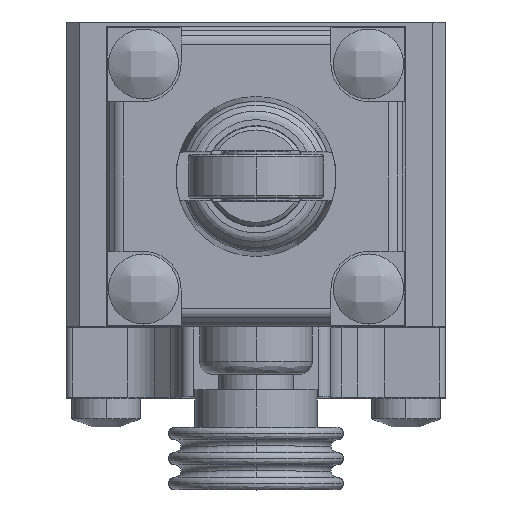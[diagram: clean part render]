
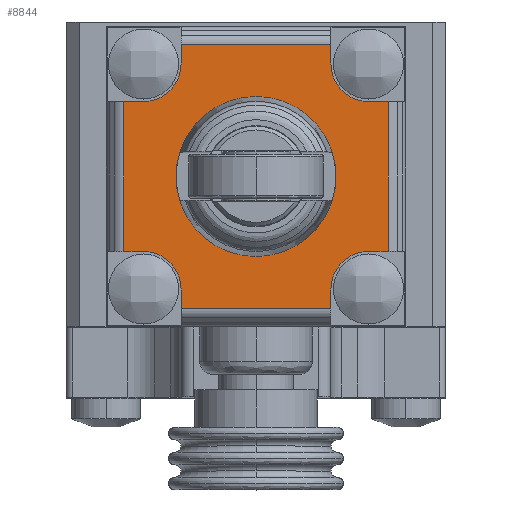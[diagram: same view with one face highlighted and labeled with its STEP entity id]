
A CAD part, top view. The second image highlights one B-rep face of the part: STEP entity #8844.
In plain terms, the highlighted planar face has unit normal (0, 0, 1).
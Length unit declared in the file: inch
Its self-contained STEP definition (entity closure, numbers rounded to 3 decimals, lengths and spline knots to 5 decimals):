
#26 = DIRECTION ( 'NONE',  ( -1., 0., 0. ) ) ;
#38 = ORIENTED_EDGE ( 'NONE', *, *, #2901, .T. ) ;
#239 = VERTEX_POINT ( 'NONE', #3122 ) ;
#260 = CARTESIAN_POINT ( 'NONE',  ( -0.23622, -0.48819, 1.1378 ) ) ;
#371 = AXIS2_PLACEMENT_3D ( 'NONE', #488, #5408, #7617 ) ;
#488 = CARTESIAN_POINT ( 'NONE',  ( 0.35433, -0.84252, 1.1378 ) ) ;
#519 = VECTOR ( 'NONE', #4979, 39.37008 ) ;
#644 = CIRCLE ( 'NONE', #7842, 0.11811 ) ;
#735 = VECTOR ( 'NONE', #8054, 39.37008 ) ;
#748 = CARTESIAN_POINT ( 'NONE',  ( 0., -0.90495, 1.1378 ) ) ;
#862 = LINE ( 'NONE', #4354, #519 ) ;
#924 = CARTESIAN_POINT ( 'NONE',  ( -0.35433, -0.84252, 1.1378 ) ) ;
#937 = EDGE_CURVE ( 'NONE', #6912, #6316, #8351, .T. ) ;
#969 = CARTESIAN_POINT ( 'NONE',  ( 0.23622, -0.84252, 1.1378 ) ) ;
#975 = FACE_OUTER_BOUND ( 'NONE', #6070, .T. ) ;
#1044 = ORIENTED_EDGE ( 'NONE', *, *, #4873, .T. ) ;
#1087 = CARTESIAN_POINT ( 'NONE',  ( -0.41676, -0.25197, 1.1378 ) ) ;
#1125 = VERTEX_POINT ( 'NONE', #5564 ) ;
#1244 = VERTEX_POINT ( 'NONE', #6484 ) ;
#1278 = EDGE_CURVE ( 'NONE', #6316, #6926, #3504, .T. ) ;
#1319 = CIRCLE ( 'NONE', #8509, 0.25197 ) ;
#1393 = EDGE_CURVE ( 'NONE', #3309, #239, #6003, .T. ) ;
#1421 = VERTEX_POINT ( 'NONE', #4537 ) ;
#1434 = CARTESIAN_POINT ( 'NONE',  ( 0.23622, -0.48819, 1.1378 ) ) ;
#1485 = CARTESIAN_POINT ( 'NONE',  ( -0.23622, -0.84252, 1.1378 ) ) ;
#1551 = AXIS2_PLACEMENT_3D ( 'NONE', #7373, #3162, #4714 ) ;
#1566 = EDGE_CURVE ( 'NONE', #2198, #2123, #3610, .T. ) ;
#1666 = DIRECTION ( 'NONE',  ( 1., 0., 0. ) ) ;
#1704 = CARTESIAN_POINT ( 'NONE',  ( 0., -0.72441, 1.1378 ) ) ;
#1769 = ORIENTED_EDGE ( 'NONE', *, *, #3870, .T. ) ;
#1804 = VERTEX_POINT ( 'NONE', #2734 ) ;
#1814 = CARTESIAN_POINT ( 'NONE',  ( 0.41676, -0.72441, 1.1378 ) ) ;
#1815 = CARTESIAN_POINT ( 'NONE',  ( 0., -0.48819, 1.1378 ) ) ;
#1838 = ORIENTED_EDGE ( 'NONE', *, *, #5163, .F. ) ;
#1904 = DIRECTION ( 'NONE',  ( 0., 0., -1. ) ) ;
#2012 = ORIENTED_EDGE ( 'NONE', *, *, #3641, .T. ) ;
#2058 = CIRCLE ( 'NONE', #4443, 0.11811 ) ;
#2084 = CIRCLE ( 'NONE', #371, 0.11811 ) ;
#2123 = VERTEX_POINT ( 'NONE', #1814 ) ;
#2131 = EDGE_LOOP ( 'NONE', ( #1838, #5201 ) ) ;
#2198 = VERTEX_POINT ( 'NONE', #6737 ) ;
#2202 = VERTEX_POINT ( 'NONE', #7444 ) ;
#2266 = CARTESIAN_POINT ( 'NONE',  ( -0.23622, -0.07143, 1.1378 ) ) ;
#2284 = DIRECTION ( 'NONE',  ( -1., 0., 0. ) ) ;
#2360 = CARTESIAN_POINT ( 'NONE',  ( 0., -0.48819, 1.1378 ) ) ;
#2365 = CARTESIAN_POINT ( 'NONE',  ( -0.23622, -0.48819, 1.1378 ) ) ;
#2419 = VECTOR ( 'NONE', #7071, 39.37008 ) ;
#2464 = DIRECTION ( 'NONE',  ( 0., -1., 0. ) ) ;
#2497 = DIRECTION ( 'NONE',  ( 1., 0., 0. ) ) ;
#2519 = VECTOR ( 'NONE', #2284, 39.37008 ) ;
#2629 = CARTESIAN_POINT ( 'NONE',  ( 0., -0.72441, 1.1378 ) ) ;
#2640 = ORIENTED_EDGE ( 'NONE', *, *, #937, .T. ) ;
#2734 = CARTESIAN_POINT ( 'NONE',  ( 0.35433, -0.25197, 1.1378 ) ) ;
#2744 = CARTESIAN_POINT ( 'NONE',  ( 0.41676, -0.48819, 1.1378 ) ) ;
#2901 = EDGE_CURVE ( 'NONE', #1421, #5039, #862, .T. ) ;
#2921 = VERTEX_POINT ( 'NONE', #9029 ) ;
#3018 = EDGE_CURVE ( 'NONE', #5860, #3309, #8671, .T. ) ;
#3090 = PLANE ( 'NONE',  #4903 ) ;
#3122 = CARTESIAN_POINT ( 'NONE',  ( -0.41676, -0.72441, 1.1378 ) ) ;
#3137 = DIRECTION ( 'NONE',  ( 0., -1., 0. ) ) ;
#3141 = CARTESIAN_POINT ( 'NONE',  ( -0.41676, -0.48819, 1.1378 ) ) ;
#3162 = DIRECTION ( 'NONE',  ( 0., 0., 1. ) ) ;
#3239 = DIRECTION ( 'NONE',  ( 0., -1., 0. ) ) ;
#3280 = VECTOR ( 'NONE', #2464, 39.37008 ) ;
#3309 = VERTEX_POINT ( 'NONE', #1087 ) ;
#3412 = VECTOR ( 'NONE', #26, 39.37008 ) ;
#3504 = LINE ( 'NONE', #8578, #2519 ) ;
#3535 = VECTOR ( 'NONE', #3137, 39.37008 ) ;
#3552 = CARTESIAN_POINT ( 'NONE',  ( 0., -0.25197, 1.1378 ) ) ;
#3596 = VECTOR ( 'NONE', #4365, 39.37008 ) ;
#3610 = LINE ( 'NONE', #2629, #6452 ) ;
#3641 = EDGE_CURVE ( 'NONE', #2123, #2921, #6454, .T. ) ;
#3820 = DIRECTION ( 'NONE',  ( -1., 0., 0. ) ) ;
#3870 = EDGE_CURVE ( 'NONE', #9048, #5860, #2058, .T. ) ;
#3961 = CIRCLE ( 'NONE', #1551, 0.25197 ) ;
#4088 = ORIENTED_EDGE ( 'NONE', *, *, #1278, .T. ) ;
#4242 = EDGE_CURVE ( 'NONE', #6926, #9048, #8320, .T. ) ;
#4292 = VECTOR ( 'NONE', #6390, 39.37008 ) ;
#4344 = EDGE_CURVE ( 'NONE', #8777, #1125, #5383, .T. ) ;
#4354 = CARTESIAN_POINT ( 'NONE',  ( 0.23622, -0.48819, 1.1378 ) ) ;
#4365 = DIRECTION ( 'NONE',  ( 1., 0., 0. ) ) ;
#4443 = AXIS2_PLACEMENT_3D ( 'NONE', #7440, #1904, #3239 ) ;
#4501 = ORIENTED_EDGE ( 'NONE', *, *, #1566, .T. ) ;
#4537 = CARTESIAN_POINT ( 'NONE',  ( 0.23622, -0.90495, 1.1378 ) ) ;
#4714 = DIRECTION ( 'NONE',  ( -1., 0., 0. ) ) ;
#4736 = ORIENTED_EDGE ( 'NONE', *, *, #4344, .T. ) ;
#4864 = VERTEX_POINT ( 'NONE', #4972 ) ;
#4873 = EDGE_CURVE ( 'NONE', #1125, #1421, #8476, .T. ) ;
#4903 = AXIS2_PLACEMENT_3D ( 'NONE', #2360, #7232, #8754 ) ;
#4972 = CARTESIAN_POINT ( 'NONE',  ( -0.25197, -0.48819, 1.1378 ) ) ;
#4979 = DIRECTION ( 'NONE',  ( 0., 1., 0. ) ) ;
#5023 = VECTOR ( 'NONE', #8369, 39.37008 ) ;
#5039 = VERTEX_POINT ( 'NONE', #969 ) ;
#5163 = EDGE_CURVE ( 'NONE', #4864, #2202, #3961, .T. ) ;
#5201 = ORIENTED_EDGE ( 'NONE', *, *, #5757, .F. ) ;
#5243 = CARTESIAN_POINT ( 'NONE',  ( 0.35433, -0.13386, 1.1378 ) ) ;
#5276 = CARTESIAN_POINT ( 'NONE',  ( -0.23622, -0.13386, 1.1378 ) ) ;
#5383 = LINE ( 'NONE', #2365, #3535 ) ;
#5408 = DIRECTION ( 'NONE',  ( 0., 0., -1. ) ) ;
#5437 = LINE ( 'NONE', #1704, #3596 ) ;
#5564 = CARTESIAN_POINT ( 'NONE',  ( -0.23622, -0.90495, 1.1378 ) ) ;
#5757 = EDGE_CURVE ( 'NONE', #2202, #4864, #1319, .T. ) ;
#5841 = EDGE_CURVE ( 'NONE', #1804, #6912, #644, .T. ) ;
#5842 = ORIENTED_EDGE ( 'NONE', *, *, #4242, .T. ) ;
#5860 = VERTEX_POINT ( 'NONE', #5953 ) ;
#5889 = DIRECTION ( 'NONE',  ( 0., 0., -1. ) ) ;
#5924 = ORIENTED_EDGE ( 'NONE', *, *, #3018, .T. ) ;
#5953 = CARTESIAN_POINT ( 'NONE',  ( -0.35433, -0.25197, 1.1378 ) ) ;
#5996 = EDGE_CURVE ( 'NONE', #2921, #1804, #6142, .T. ) ;
#6003 = LINE ( 'NONE', #3141, #735 ) ;
#6070 = EDGE_LOOP ( 'NONE', ( #4736, #1044, #38, #6133, #4501, #2012, #6286, #8261, #2640, #4088, #5842, #1769, #5924, #9040, #8343, #8987 ) ) ;
#6133 = ORIENTED_EDGE ( 'NONE', *, *, #8608, .T. ) ;
#6142 = LINE ( 'NONE', #3552, #3412 ) ;
#6286 = ORIENTED_EDGE ( 'NONE', *, *, #5996, .T. ) ;
#6316 = VERTEX_POINT ( 'NONE', #6440 ) ;
#6390 = DIRECTION ( 'NONE',  ( 1., 0., 0. ) ) ;
#6440 = CARTESIAN_POINT ( 'NONE',  ( 0.23622, -0.07143, 1.1378 ) ) ;
#6452 = VECTOR ( 'NONE', #7547, 39.37008 ) ;
#6454 = LINE ( 'NONE', #2744, #5023 ) ;
#6484 = CARTESIAN_POINT ( 'NONE',  ( -0.35433, -0.72441, 1.1378 ) ) ;
#6546 = DIRECTION ( 'NONE',  ( 0., 0., -1. ) ) ;
#6737 = CARTESIAN_POINT ( 'NONE',  ( 0.35433, -0.72441, 1.1378 ) ) ;
#6912 = VERTEX_POINT ( 'NONE', #7215 ) ;
#6926 = VERTEX_POINT ( 'NONE', #2266 ) ;
#6989 = EDGE_CURVE ( 'NONE', #239, #1244, #5437, .T. ) ;
#7071 = DIRECTION ( 'NONE',  ( -1., 0., 0. ) ) ;
#7140 = CIRCLE ( 'NONE', #7930, 0.11811 ) ;
#7215 = CARTESIAN_POINT ( 'NONE',  ( 0.23622, -0.13386, 1.1378 ) ) ;
#7232 = DIRECTION ( 'NONE',  ( 0., 0., 1. ) ) ;
#7373 = CARTESIAN_POINT ( 'NONE',  ( 0., -0.48819, 1.1378 ) ) ;
#7440 = CARTESIAN_POINT ( 'NONE',  ( -0.35433, -0.13386, 1.1378 ) ) ;
#7444 = CARTESIAN_POINT ( 'NONE',  ( 0.25197, -0.48819, 1.1378 ) ) ;
#7547 = DIRECTION ( 'NONE',  ( 1., 0., 0. ) ) ;
#7617 = DIRECTION ( 'NONE',  ( 1., 0., 0. ) ) ;
#7654 = CARTESIAN_POINT ( 'NONE',  ( 0., -0.25197, 1.1378 ) ) ;
#7802 = DIRECTION ( 'NONE',  ( 0., 1., 0. ) ) ;
#7842 = AXIS2_PLACEMENT_3D ( 'NONE', #5243, #5889, #2497 ) ;
#7930 = AXIS2_PLACEMENT_3D ( 'NONE', #924, #6546, #1666 ) ;
#8054 = DIRECTION ( 'NONE',  ( 0., -1., 0. ) ) ;
#8096 = DIRECTION ( 'NONE',  ( 0., 0., 1. ) ) ;
#8133 = VECTOR ( 'NONE', #7802, 39.37008 ) ;
#8261 = ORIENTED_EDGE ( 'NONE', *, *, #5841, .T. ) ;
#8320 = LINE ( 'NONE', #260, #3280 ) ;
#8343 = ORIENTED_EDGE ( 'NONE', *, *, #6989, .T. ) ;
#8351 = LINE ( 'NONE', #1434, #8133 ) ;
#8369 = DIRECTION ( 'NONE',  ( 0., 1., 0. ) ) ;
#8451 = FACE_BOUND ( 'NONE', #2131, .T. ) ;
#8476 = LINE ( 'NONE', #748, #4292 ) ;
#8509 = AXIS2_PLACEMENT_3D ( 'NONE', #1815, #8096, #3820 ) ;
#8578 = CARTESIAN_POINT ( 'NONE',  ( 0., -0.07143, 1.1378 ) ) ;
#8608 = EDGE_CURVE ( 'NONE', #5039, #2198, #2084, .T. ) ;
#8671 = LINE ( 'NONE', #7654, #2419 ) ;
#8754 = DIRECTION ( 'NONE',  ( 1., 0., 0. ) ) ;
#8777 = VERTEX_POINT ( 'NONE', #1485 ) ;
#8839 = EDGE_CURVE ( 'NONE', #1244, #8777, #7140, .T. ) ;
#8844 = ADVANCED_FACE ( 'NONE', ( #8451, #975 ), #3090, .T. ) ;
#8987 = ORIENTED_EDGE ( 'NONE', *, *, #8839, .T. ) ;
#9029 = CARTESIAN_POINT ( 'NONE',  ( 0.41676, -0.25197, 1.1378 ) ) ;
#9040 = ORIENTED_EDGE ( 'NONE', *, *, #1393, .T. ) ;
#9048 = VERTEX_POINT ( 'NONE', #5276 ) ;
